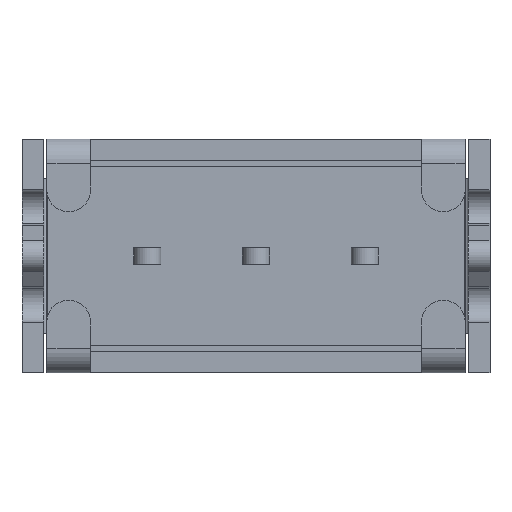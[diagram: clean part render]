
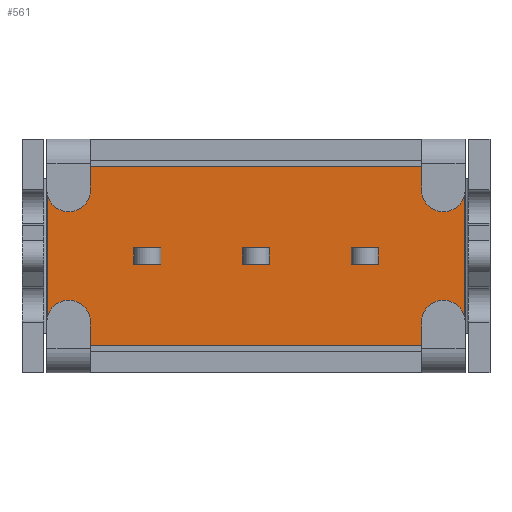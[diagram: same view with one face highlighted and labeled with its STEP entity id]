
A CAD part, front view. The second image highlights one B-rep face of the part: STEP entity #561.
In plain terms, the highlighted planar face has unit normal (0, -1, 0).
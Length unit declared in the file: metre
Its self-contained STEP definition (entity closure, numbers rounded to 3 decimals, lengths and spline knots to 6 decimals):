
#196 = VECTOR ( 'NONE', #5313, 1. ) ;
#345 = LINE ( 'NONE', #2257, #631 ) ;
#382 = CARTESIAN_POINT ( 'NONE',  ( -0.00384, -0.0036, -0.00165 ) ) ;
#414 = EDGE_LOOP ( 'NONE', ( #4828, #3703, #5279, #4028 ) ) ;
#440 = LINE ( 'NONE', #471, #3345 ) ;
#442 = DIRECTION ( 'NONE',  ( -1., 0., 0. ) ) ;
#471 = CARTESIAN_POINT ( 'NONE',  ( -0.00025, -0.0036, 0.00015 ) ) ;
#479 = LINE ( 'NONE', #1426, #4147 ) ;
#483 = VECTOR ( 'NONE', #442, 1. ) ;
#489 = CARTESIAN_POINT ( 'NONE',  ( 0.00225, -0.0036, 0.00015 ) ) ;
#520 = FACE_BOUND ( 'NONE', #2397, .T. ) ;
#554 = ORIENTED_EDGE ( 'NONE', *, *, #4187, .F. ) ;
#555 = EDGE_CURVE ( 'NONE', #5462, #4981, #589, .T. ) ;
#561 = ADVANCED_FACE ( 'NONE', ( #2472, #520, #2047, #5877 ), #5379, .T. ) ;
#589 = LINE ( 'NONE', #2508, #3551 ) ;
#617 = LINE ( 'NONE', #2533, #2805 ) ;
#631 = VECTOR ( 'NONE', #2760, 1. ) ;
#654 = CARTESIAN_POINT ( 'NONE',  ( -0.00384, -0.0036, -0.00215 ) ) ;
#657 = CARTESIAN_POINT ( 'NONE',  ( -0.00025, -0.0036, -0.00015 ) ) ;
#668 = ORIENTED_EDGE ( 'NONE', *, *, #3929, .F. ) ;
#780 = EDGE_CURVE ( 'NONE', #1293, #5443, #479, .T. ) ;
#813 = CARTESIAN_POINT ( 'NONE',  ( -0.00225, -0.0036, 0.00015 ) ) ;
#873 = DIRECTION ( 'NONE',  ( 0., 0., -1. ) ) ;
#921 = LINE ( 'NONE', #4194, #483 ) ;
#925 = DIRECTION ( 'NONE',  ( 0., 0., 1. ) ) ;
#964 = CARTESIAN_POINT ( 'NONE',  ( 0.00384, -0.0036, 0.00165 ) ) ;
#992 = CARTESIAN_POINT ( 'NONE',  ( -0.00225, -0.0036, -0.00015 ) ) ;
#1130 = DIRECTION ( 'NONE',  ( 0., 0., 1. ) ) ;
#1264 = VERTEX_POINT ( 'NONE', #964 ) ;
#1293 = VERTEX_POINT ( 'NONE', #2440 ) ;
#1295 = EDGE_CURVE ( 'NONE', #5443, #3968, #4913, .T. ) ;
#1306 = ORIENTED_EDGE ( 'NONE', *, *, #780, .F. ) ;
#1335 = DIRECTION ( 'NONE',  ( -1., 0., 0. ) ) ;
#1426 = CARTESIAN_POINT ( 'NONE',  ( -0.00175, -0.0036, -0.00015 ) ) ;
#1507 = CARTESIAN_POINT ( 'NONE',  ( -0.00025, -0.0036, 0.00015 ) ) ;
#1584 = ORIENTED_EDGE ( 'NONE', *, *, #1650, .F. ) ;
#1603 = CARTESIAN_POINT ( 'NONE',  ( 0.00225, -0.0036, -0.00015 ) ) ;
#1625 = CARTESIAN_POINT ( 'NONE',  ( -0.00225, -0.0036, -0.00015 ) ) ;
#1627 = CARTESIAN_POINT ( 'NONE',  ( 0.00025, -0.0036, -0.00015 ) ) ;
#1643 = VERTEX_POINT ( 'NONE', #992 ) ;
#1650 = EDGE_CURVE ( 'NONE', #4415, #2913, #617, .T. ) ;
#1706 = ORIENTED_EDGE ( 'NONE', *, *, #1295, .F. ) ;
#1718 = CARTESIAN_POINT ( 'NONE',  ( 0.00175, -0.0036, 0.00015 ) ) ;
#1842 = LINE ( 'NONE', #4588, #4775 ) ;
#1961 = EDGE_CURVE ( 'NONE', #5260, #5462, #440, .T. ) ;
#2047 = FACE_BOUND ( 'NONE', #5564, .T. ) ;
#2128 = CARTESIAN_POINT ( 'NONE',  ( 0.00384, -0.0036, -0.00165 ) ) ;
#2192 = CARTESIAN_POINT ( 'NONE',  ( -0.00225, -0.0036, 0.00015 ) ) ;
#2231 = CARTESIAN_POINT ( 'NONE',  ( -0.00384, -0.0036, -0.00165 ) ) ;
#2241 = CARTESIAN_POINT ( 'NONE',  ( 0.00025, -0.0036, 0.00015 ) ) ;
#2257 = CARTESIAN_POINT ( 'NONE',  ( 0.00225, -0.0036, -0.00015 ) ) ;
#2339 = LINE ( 'NONE', #4239, #196 ) ;
#2397 = EDGE_LOOP ( 'NONE', ( #3828, #2930, #4272, #1584 ) ) ;
#2421 = VERTEX_POINT ( 'NONE', #1603 ) ;
#2440 = CARTESIAN_POINT ( 'NONE',  ( -0.00175, -0.0036, -0.00015 ) ) ;
#2472 = FACE_OUTER_BOUND ( 'NONE', #414, .T. ) ;
#2508 = CARTESIAN_POINT ( 'NONE',  ( -0.00025, -0.0036, -0.00015 ) ) ;
#2533 = CARTESIAN_POINT ( 'NONE',  ( 0.00175, -0.0036, 0.00015 ) ) ;
#2613 = CARTESIAN_POINT ( 'NONE',  ( 0.00025, -0.0036, -0.00015 ) ) ;
#2623 = VECTOR ( 'NONE', #1130, 1. ) ;
#2760 = DIRECTION ( 'NONE',  ( 0., 0., 1. ) ) ;
#2786 = EDGE_CURVE ( 'NONE', #4981, #5502, #3997, .T. ) ;
#2805 = VECTOR ( 'NONE', #3335, 1. ) ;
#2882 = CARTESIAN_POINT ( 'NONE',  ( -0.00175, -0.0036, 0.00015 ) ) ;
#2912 = CARTESIAN_POINT ( 'NONE',  ( 0.00025, -0.0036, 0.00015 ) ) ;
#2913 = VERTEX_POINT ( 'NONE', #3192 ) ;
#2917 = VECTOR ( 'NONE', #3747, 1. ) ;
#2929 = EDGE_CURVE ( 'NONE', #5853, #1264, #5338, .T. ) ;
#2930 = ORIENTED_EDGE ( 'NONE', *, *, #3615, .F. ) ;
#2943 = DIRECTION ( 'NONE',  ( -1., 0., 0. ) ) ;
#2964 = EDGE_CURVE ( 'NONE', #4754, #5853, #3927, .T. ) ;
#3085 = ORIENTED_EDGE ( 'NONE', *, *, #1961, .F. ) ;
#3104 = VECTOR ( 'NONE', #3934, 1. ) ;
#3192 = CARTESIAN_POINT ( 'NONE',  ( 0.00175, -0.0036, -0.00015 ) ) ;
#3223 = LINE ( 'NONE', #813, #3433 ) ;
#3335 = DIRECTION ( 'NONE',  ( 0., 0., -1. ) ) ;
#3345 = VECTOR ( 'NONE', #4250, 1. ) ;
#3433 = VECTOR ( 'NONE', #873, 1. ) ;
#3551 = VECTOR ( 'NONE', #4912, 1. ) ;
#3615 = EDGE_CURVE ( 'NONE', #2421, #4157, #345, .T. ) ;
#3698 = CARTESIAN_POINT ( 'NONE',  ( -0.00384, -0.0036, 0.00165 ) ) ;
#3703 = ORIENTED_EDGE ( 'NONE', *, *, #2929, .T. ) ;
#3743 = AXIS2_PLACEMENT_3D ( 'NONE', #654, #5315, #3969 ) ;
#3747 = DIRECTION ( 'NONE',  ( 0., 0., 1. ) ) ;
#3811 = VECTOR ( 'NONE', #4358, 1. ) ;
#3828 = ORIENTED_EDGE ( 'NONE', *, *, #4189, .F. ) ;
#3879 = ORIENTED_EDGE ( 'NONE', *, *, #5844, .F. ) ;
#3927 = LINE ( 'NONE', #5836, #3811 ) ;
#3929 = EDGE_CURVE ( 'NONE', #3968, #1643, #3223, .T. ) ;
#3934 = DIRECTION ( 'NONE',  ( 1., 0., 0. ) ) ;
#3968 = VERTEX_POINT ( 'NONE', #2192 ) ;
#3969 = DIRECTION ( 'NONE',  ( 0., 0., -1. ) ) ;
#3997 = LINE ( 'NONE', #1627, #2623 ) ;
#4028 = ORIENTED_EDGE ( 'NONE', *, *, #5921, .F. ) ;
#4147 = VECTOR ( 'NONE', #925, 1. ) ;
#4157 = VERTEX_POINT ( 'NONE', #489 ) ;
#4187 = EDGE_CURVE ( 'NONE', #5502, #5260, #4270, .T. ) ;
#4189 = EDGE_CURVE ( 'NONE', #4157, #4415, #2339, .T. ) ;
#4194 = CARTESIAN_POINT ( 'NONE',  ( 0.00225, -0.0036, -0.00015 ) ) ;
#4239 = CARTESIAN_POINT ( 'NONE',  ( 0.00225, -0.0036, 0.00015 ) ) ;
#4250 = DIRECTION ( 'NONE',  ( 0., 0., -1. ) ) ;
#4270 = LINE ( 'NONE', #2912, #5585 ) ;
#4272 = ORIENTED_EDGE ( 'NONE', *, *, #5930, .T. ) ;
#4358 = DIRECTION ( 'NONE',  ( 1., 0., 0. ) ) ;
#4415 = VERTEX_POINT ( 'NONE', #1718 ) ;
#4588 = CARTESIAN_POINT ( 'NONE',  ( 0.00384, -0.0036, 0.00165 ) ) ;
#4754 = VERTEX_POINT ( 'NONE', #2231 ) ;
#4775 = VECTOR ( 'NONE', #1335, 1. ) ;
#4779 = DIRECTION ( 'NONE',  ( -1., 0., 0. ) ) ;
#4828 = ORIENTED_EDGE ( 'NONE', *, *, #2964, .T. ) ;
#4912 = DIRECTION ( 'NONE',  ( 1., 0., 0. ) ) ;
#4913 = LINE ( 'NONE', #2882, #5088 ) ;
#4981 = VERTEX_POINT ( 'NONE', #2613 ) ;
#5088 = VECTOR ( 'NONE', #4779, 1. ) ;
#5091 = ORIENTED_EDGE ( 'NONE', *, *, #2786, .F. ) ;
#5168 = DIRECTION ( 'NONE',  ( 0., 0., 1. ) ) ;
#5202 = VERTEX_POINT ( 'NONE', #3698 ) ;
#5260 = VERTEX_POINT ( 'NONE', #1507 ) ;
#5279 = ORIENTED_EDGE ( 'NONE', *, *, #5545, .T. ) ;
#5313 = DIRECTION ( 'NONE',  ( -1., 0., 0. ) ) ;
#5315 = DIRECTION ( 'NONE',  ( 0., -1., 0. ) ) ;
#5338 = LINE ( 'NONE', #5624, #2917 ) ;
#5379 = PLANE ( 'NONE',  #3743 ) ;
#5415 = ORIENTED_EDGE ( 'NONE', *, *, #555, .F. ) ;
#5443 = VERTEX_POINT ( 'NONE', #5479 ) ;
#5462 = VERTEX_POINT ( 'NONE', #657 ) ;
#5479 = CARTESIAN_POINT ( 'NONE',  ( -0.00175, -0.0036, 0.00015 ) ) ;
#5502 = VERTEX_POINT ( 'NONE', #2241 ) ;
#5545 = EDGE_CURVE ( 'NONE', #1264, #5202, #1842, .T. ) ;
#5564 = EDGE_LOOP ( 'NONE', ( #1706, #1306, #3879, #668 ) ) ;
#5582 = EDGE_LOOP ( 'NONE', ( #554, #5091, #5415, #3085 ) ) ;
#5585 = VECTOR ( 'NONE', #2943, 1. ) ;
#5624 = CARTESIAN_POINT ( 'NONE',  ( 0.00384, -0.0036, -0.00165 ) ) ;
#5836 = CARTESIAN_POINT ( 'NONE',  ( -0.00384, -0.0036, -0.00165 ) ) ;
#5844 = EDGE_CURVE ( 'NONE', #1643, #1293, #5902, .T. ) ;
#5853 = VERTEX_POINT ( 'NONE', #2128 ) ;
#5877 = FACE_BOUND ( 'NONE', #5582, .T. ) ;
#5887 = VECTOR ( 'NONE', #5168, 1. ) ;
#5902 = LINE ( 'NONE', #1625, #3104 ) ;
#5921 = EDGE_CURVE ( 'NONE', #4754, #5202, #6104, .T. ) ;
#5930 = EDGE_CURVE ( 'NONE', #2421, #2913, #921, .T. ) ;
#6104 = LINE ( 'NONE', #382, #5887 ) ;
